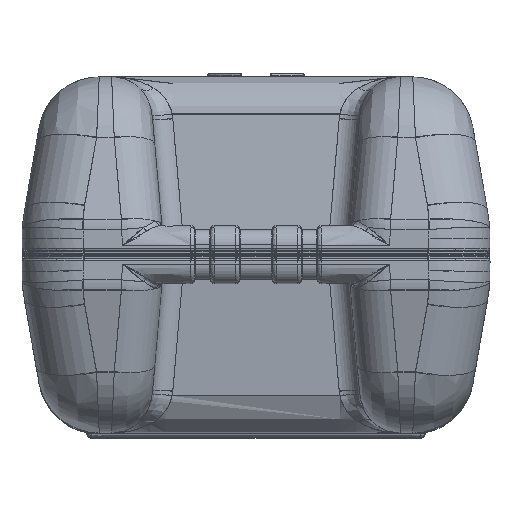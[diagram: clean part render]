
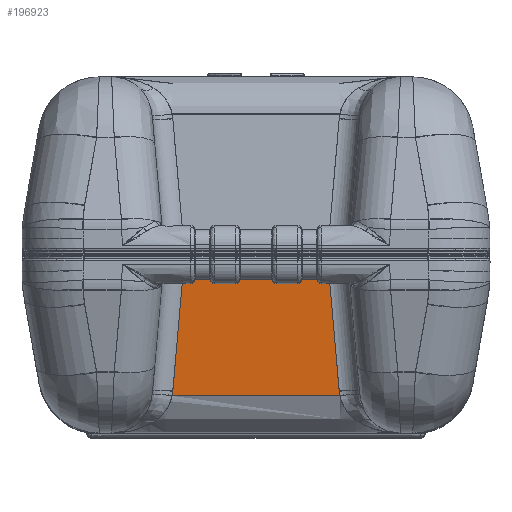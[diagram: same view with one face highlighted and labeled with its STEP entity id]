
A CAD part, top view. The second image highlights one B-rep face of the part: STEP entity #196923.
In plain terms, the highlighted free-form (B-spline) face has degree [1, 1] with [2, 2] control points.
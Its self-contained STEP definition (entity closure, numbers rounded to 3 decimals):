
#196923 = ADVANCED_FACE('',(#196924),#196976,.T.);
#196924 = FACE_BOUND('',#196925,.T.);
#196925 = EDGE_LOOP('',(#196926,#196937,#196945,#196953,#196961,#196970)
  );
#196926 = ORIENTED_EDGE('',*,*,#196927,.T.);
#196927 = EDGE_CURVE('',#196928,#196930,#196932,.T.);
#196928 = VERTEX_POINT('',#196929);
#196929 = CARTESIAN_POINT('',(-52.273,-87.939,
    138.356));
#196930 = VERTEX_POINT('',#196931);
#196931 = CARTESIAN_POINT('',(-51.942,-85.078,
    138.607));
#196932 = B_SPLINE_CURVE_WITH_KNOTS('',3,(#196933,#196934,#196935,
    #196936),.UNSPECIFIED.,.F.,.F.,(4,4),(0.,0.003),
  .PIECEWISE_BEZIER_KNOTS.);
#196933 = CARTESIAN_POINT('',(-52.273,-87.939,
    138.356));
#196934 = CARTESIAN_POINT('',(-52.135,-86.989,
    138.439));
#196935 = CARTESIAN_POINT('',(-52.025,-86.035,
    138.523));
#196936 = CARTESIAN_POINT('',(-51.942,-85.078,
    138.607));
#196937 = ORIENTED_EDGE('',*,*,#196938,.T.);
#196938 = EDGE_CURVE('',#196930,#196939,#196941,.T.);
#196939 = VERTEX_POINT('',#196940);
#196940 = CARTESIAN_POINT('',(-44.692,-2.214,145.856
    ));
#196941 = LINE('',#196942,#196943);
#196942 = CARTESIAN_POINT('',(-51.942,-85.078,
    138.607));
#196943 = VECTOR('',#196944,1.);
#196944 = DIRECTION('',(0.087,0.992,
    0.087));
#196945 = ORIENTED_EDGE('',*,*,#196946,.T.);
#196946 = EDGE_CURVE('',#196939,#196947,#196949,.T.);
#196947 = VERTEX_POINT('',#196948);
#196948 = CARTESIAN_POINT('',(44.692,-2.214,145.856)
  );
#196949 = LINE('',#196950,#196951);
#196950 = CARTESIAN_POINT('',(-44.692,-2.214,145.856
    ));
#196951 = VECTOR('',#196952,1.);
#196952 = DIRECTION('',(1.,0.,0.));
#196953 = ORIENTED_EDGE('',*,*,#196954,.T.);
#196954 = EDGE_CURVE('',#196947,#196955,#196957,.T.);
#196955 = VERTEX_POINT('',#196956);
#196956 = CARTESIAN_POINT('',(51.942,-85.078,
    138.607));
#196957 = LINE('',#196958,#196959);
#196958 = CARTESIAN_POINT('',(44.692,-2.214,145.856)
  );
#196959 = VECTOR('',#196960,1.);
#196960 = DIRECTION('',(0.087,-0.992,
    -0.087));
#196961 = ORIENTED_EDGE('',*,*,#196962,.T.);
#196962 = EDGE_CURVE('',#196955,#196963,#196965,.T.);
#196963 = VERTEX_POINT('',#196964);
#196964 = CARTESIAN_POINT('',(52.273,-87.939,
    138.356));
#196965 = B_SPLINE_CURVE_WITH_KNOTS('',3,(#196966,#196967,#196968,
    #196969),.UNSPECIFIED.,.F.,.F.,(4,4),(0.,0.003),
  .PIECEWISE_BEZIER_KNOTS.);
#196966 = CARTESIAN_POINT('',(51.942,-85.078,
    138.607));
#196967 = CARTESIAN_POINT('',(52.025,-86.035,138.523
    ));
#196968 = CARTESIAN_POINT('',(52.135,-86.989,
    138.439));
#196969 = CARTESIAN_POINT('',(52.273,-87.939,
    138.356));
#196970 = ORIENTED_EDGE('',*,*,#196971,.T.);
#196971 = EDGE_CURVE('',#196963,#196928,#196972,.T.);
#196972 = LINE('',#196973,#196974);
#196973 = CARTESIAN_POINT('',(52.273,-87.939,
    138.356));
#196974 = VECTOR('',#196975,1.);
#196975 = DIRECTION('',(-1.,0.,0.));
#196976 = B_SPLINE_SURFACE_WITH_KNOTS('',1,1,(
    (#196977,#196978)
    ,(#196979,#196980
    )),.UNSPECIFIED.,.F.,.F.,.F.,(2,2),(2,2),(0.,1.),(0.,1.),
  .PIECEWISE_BEZIER_KNOTS.);
#196977 = CARTESIAN_POINT('',(-52.9,-87.939,
    138.356));
#196978 = CARTESIAN_POINT('',(52.9,-87.939,
    138.356));
#196979 = CARTESIAN_POINT('',(-52.9,-2.214,
    145.856));
#196980 = CARTESIAN_POINT('',(52.9,-2.214,145.856
    ));
